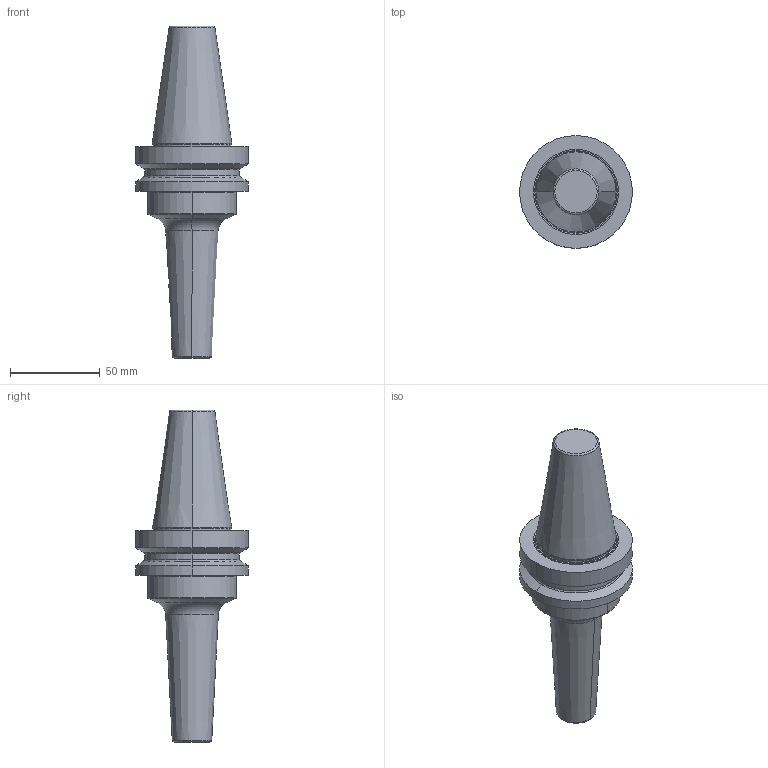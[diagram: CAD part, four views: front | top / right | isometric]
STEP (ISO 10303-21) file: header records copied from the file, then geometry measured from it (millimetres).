
FILE_DESCRIPTION((''),'2;1');
FILE_NAME('606814694-000-00-E43','2017-02-13T',('bahnemannr'),(''),'PRO/ENGINEER BY PARAMETRIC TECHNOLOGY CORPORATION, 2011220','PRO/ENGINEER BY PARAMETRIC TECHNOLOGY CORPORATION, 2011220','');
FILE_SCHEMA(('AUTOMOTIVE_DESIGN_CC2 { 1 2 10303 214 -1 1 5 2 }'));
Length unit declared in the file: millimetre
Products named in the file (1): 606814694-000-00-E43
Bounding box: 63 x 63 x 185.4 mm (x, y, z)
Volume: 202331.2 mm3; surface area: 28291.9 mm2
Topology: 1 solids, 1 shells, 54 faces, 110 edges, 66 vertices
Faces by surface type: torus 22, cone 14, cylinder 12, plane 6
Entity records: 1815 total; most frequent: DIRECTION 304, CARTESIAN_POINT 225, ORIENTED_EDGE 212, AXIS2_PLACEMENT_3D 137, PRESENTATION_STYLE_ASSIGNMENT 114, STYLED_ITEM 114, CURVE_STYLE 113, EDGE_CURVE 106
